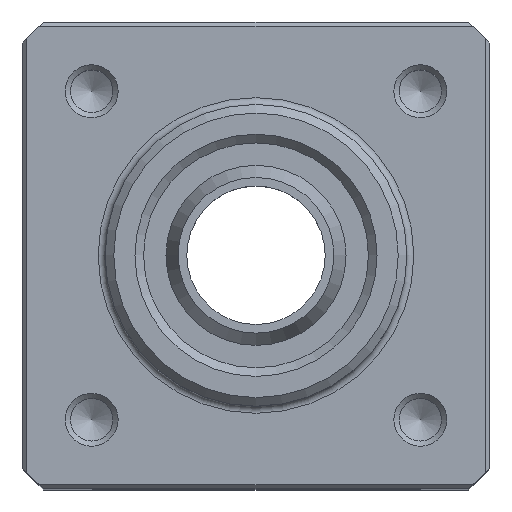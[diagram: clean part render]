
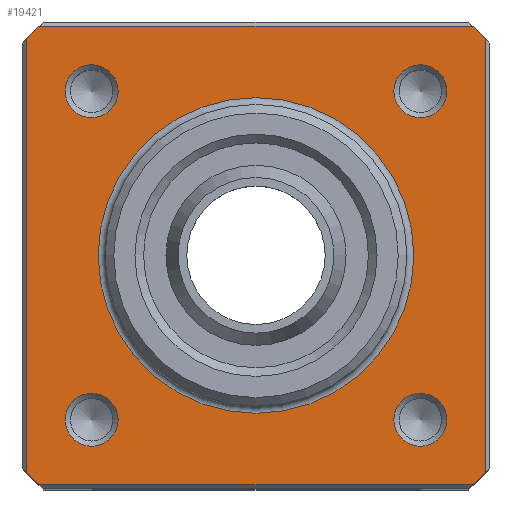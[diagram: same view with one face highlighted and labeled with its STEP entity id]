
A CAD part, top view. The second image highlights one B-rep face of the part: STEP entity #19421.
In plain terms, the highlighted planar face has unit normal (0, 0, 1).
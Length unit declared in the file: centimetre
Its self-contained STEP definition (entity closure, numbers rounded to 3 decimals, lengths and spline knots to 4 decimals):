
#227=CIRCLE($,#19871,0.3059);
#229=CIRCLE($,#19875,0.3059);
#231=CIRCLE($,#19879,0.3059);
#233=CIRCLE($,#19883,0.3059);
#289=CIRCLE($,#19981,1.825);
#334=CIRCLE($,#20058,3.65);
#335=CIRCLE($,#20069,3.65);
#344=CIRCLE($,#20116,3.65);
#345=CIRCLE($,#20117,3.65);
#691=FACE_BOUND($,#3235,.T.);
#692=FACE_BOUND($,#3236,.T.);
#693=FACE_BOUND($,#3237,.T.);
#694=FACE_BOUND($,#3238,.T.);
#695=FACE_BOUND($,#3239,.T.);
#984=PLANE($,#20115);
#2004=FACE_OUTER_BOUND($,#3234,.T.);
#3234=EDGE_LOOP($,(#17068,#17069,#17070,#17071,#17072,#17073,#17074,#17075));
#3235=EDGE_LOOP($,(#17076));
#3236=EDGE_LOOP($,(#17077));
#3237=EDGE_LOOP($,(#17078));
#3238=EDGE_LOOP($,(#17079));
#3239=EDGE_LOOP($,(#17080));
#4573=LINE($,#39719,#5726);
#4574=LINE($,#39722,#5727);
#4575=LINE($,#39725,#5728);
#4576=LINE($,#39727,#5729);
#5726=VECTOR($,#22401,5.02);
#5727=VECTOR($,#22404,5.02);
#5728=VECTOR($,#22407,5.02);
#5729=VECTOR($,#22408,5.02);
#8727=VERTEX_POINT($,#38654);
#8729=VERTEX_POINT($,#38660);
#8731=VERTEX_POINT($,#38666);
#8733=VERTEX_POINT($,#38672);
#8832=VERTEX_POINT($,#39242);
#8902=VERTEX_POINT($,#39588);
#8903=VERTEX_POINT($,#39590);
#8909=VERTEX_POINT($,#39609);
#8910=VERTEX_POINT($,#39611);
#8944=VERTEX_POINT($,#39715);
#8946=VERTEX_POINT($,#39721);
#8947=VERTEX_POINT($,#39723);
#8948=VERTEX_POINT($,#39726);
#11472=EDGE_CURVE($,#8727,#8727,#227,.T.);
#11474=EDGE_CURVE($,#8729,#8729,#229,.T.);
#11476=EDGE_CURVE($,#8731,#8731,#231,.T.);
#11478=EDGE_CURVE($,#8733,#8733,#233,.T.);
#11585=EDGE_CURVE($,#8832,#8832,#289,.T.);
#11669=EDGE_CURVE($,#8903,#8902,#334,.T.);
#11680=EDGE_CURVE($,#8910,#8909,#335,.T.);
#11734=EDGE_CURVE($,#8903,#8944,#4573,.T.);
#11735=EDGE_CURVE($,#8946,#8902,#4574,.T.);
#11736=EDGE_CURVE($,#8946,#8947,#344,.T.);
#11737=EDGE_CURVE($,#8910,#8947,#4575,.T.);
#11738=EDGE_CURVE($,#8948,#8909,#4576,.T.);
#11739=EDGE_CURVE($,#8948,#8944,#345,.T.);
#17068=ORIENTED_EDGE($,*,*,#11734,.F.);
#17069=ORIENTED_EDGE($,*,*,#11669,.T.);
#17070=ORIENTED_EDGE($,*,*,#11735,.F.);
#17071=ORIENTED_EDGE($,*,*,#11736,.T.);
#17072=ORIENTED_EDGE($,*,*,#11737,.F.);
#17073=ORIENTED_EDGE($,*,*,#11680,.T.);
#17074=ORIENTED_EDGE($,*,*,#11738,.F.);
#17075=ORIENTED_EDGE($,*,*,#11739,.T.);
#17076=ORIENTED_EDGE($,*,*,#11476,.F.);
#17077=ORIENTED_EDGE($,*,*,#11472,.F.);
#17078=ORIENTED_EDGE($,*,*,#11474,.F.);
#17079=ORIENTED_EDGE($,*,*,#11478,.F.);
#17080=ORIENTED_EDGE($,*,*,#11585,.F.);
#19421=ADVANCED_FACE($,(#2004,#691,#692,#693,#694,#695),#984,.F.);
#19871=AXIS2_PLACEMENT_3D($,#38655,#21868,#21869);
#19875=AXIS2_PLACEMENT_3D($,#38661,#21876,#21877);
#19879=AXIS2_PLACEMENT_3D($,#38667,#21884,#21885);
#19883=AXIS2_PLACEMENT_3D($,#38673,#21892,#21893);
#19981=AXIS2_PLACEMENT_3D($,#39243,#22096,#22097);
#20058=AXIS2_PLACEMENT_3D($,#39591,#22258,#22259);
#20069=AXIS2_PLACEMENT_3D($,#39612,#22283,#22284);
#20115=AXIS2_PLACEMENT_3D($,#39720,#22402,#22403);
#20116=AXIS2_PLACEMENT_3D($,#39724,#22405,#22406);
#20117=AXIS2_PLACEMENT_3D($,#39728,#22409,#22410);
#21868=DIRECTION('center_axis',(0.,0.,1.));
#21869=DIRECTION('ref_axis',(1.,0.,0.));
#21876=DIRECTION('center_axis',(0.,0.,1.));
#21877=DIRECTION('ref_axis',(1.,0.,0.));
#21884=DIRECTION('center_axis',(0.,0.,1.));
#21885=DIRECTION('ref_axis',(1.,0.,0.));
#21892=DIRECTION('center_axis',(0.,0.,1.));
#21893=DIRECTION('ref_axis',(1.,0.,0.));
#22096=DIRECTION('center_axis',(0.,0.,1.));
#22097=DIRECTION('ref_axis',(1.,0.,0.));
#22258=DIRECTION('center_axis',(0.,0.,1.));
#22259=DIRECTION('ref_axis',(1.,0.,0.));
#22283=DIRECTION('center_axis',(0.,0.,1.));
#22284=DIRECTION('ref_axis',(1.,0.,0.));
#22401=DIRECTION($,(-1.,0.,0.));
#22402=DIRECTION('center_axis',(0.,0.,-1.));
#22403=DIRECTION('ref_axis',(-1.,0.,0.));
#22404=DIRECTION($,(0.,-1.,0.));
#22405=DIRECTION('center_axis',(0.,0.,1.));
#22406=DIRECTION('ref_axis',(1.,0.,0.));
#22407=DIRECTION($,(1.,0.,0.));
#22408=DIRECTION($,(0.,1.,0.));
#22409=DIRECTION('center_axis',(0.,0.,1.));
#22410=DIRECTION('ref_axis',(1.,0.,0.));
#38654=CARTESIAN_POINT('',(32.0738,21.3361,3.));
#38655=CARTESIAN_POINT('Origin',(32.3797,21.3361,3.));
#38660=CARTESIAN_POINT('',(32.0738,17.5361,3.));
#38661=CARTESIAN_POINT('Origin',(32.3797,17.5361,3.));
#38666=CARTESIAN_POINT('',(35.8738,21.3361,3.));
#38667=CARTESIAN_POINT('Origin',(36.1797,21.3361,3.));
#38672=CARTESIAN_POINT('',(35.8738,17.5361,3.));
#38673=CARTESIAN_POINT('Origin',(36.1797,17.5361,3.));
#39242=CARTESIAN_POINT('',(36.1047,19.4361,3.));
#39243=CARTESIAN_POINT('Origin',(34.2797,19.4361,3.));
#39588=CARTESIAN_POINT('',(36.9297,16.9261,3.));
#39590=CARTESIAN_POINT('',(36.7897,16.7861,3.));
#39591=CARTESIAN_POINT('Origin',(34.2797,19.4361,3.));
#39609=CARTESIAN_POINT('',(31.6297,21.9461,3.));
#39611=CARTESIAN_POINT('',(31.7697,22.0861,3.));
#39612=CARTESIAN_POINT('Origin',(34.2797,19.4361,3.));
#39715=CARTESIAN_POINT('',(31.7697,16.7861,3.));
#39719=CARTESIAN_POINT($,(36.7897,16.7861,3.));
#39720=CARTESIAN_POINT('Origin',(31.3622,19.4361,3.));
#39721=CARTESIAN_POINT('',(36.9297,21.9461,3.));
#39722=CARTESIAN_POINT($,(36.9297,21.9461,3.));
#39723=CARTESIAN_POINT('',(36.7897,22.0861,3.));
#39724=CARTESIAN_POINT('Origin',(34.2797,19.4361,3.));
#39725=CARTESIAN_POINT($,(31.7697,22.0861,3.));
#39726=CARTESIAN_POINT('',(31.6297,16.9261,3.));
#39727=CARTESIAN_POINT($,(31.6297,16.9261,3.));
#39728=CARTESIAN_POINT('Origin',(34.2797,19.4361,3.));
